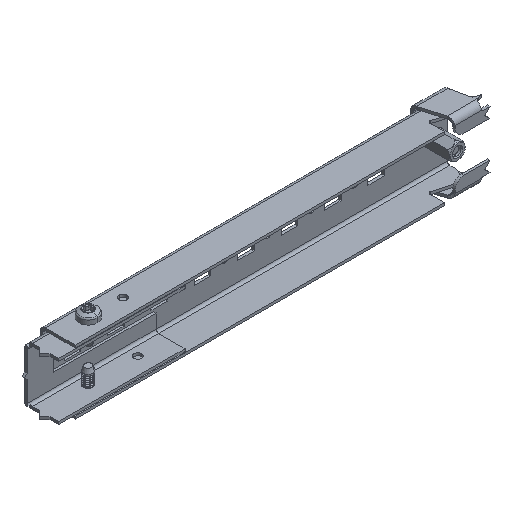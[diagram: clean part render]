
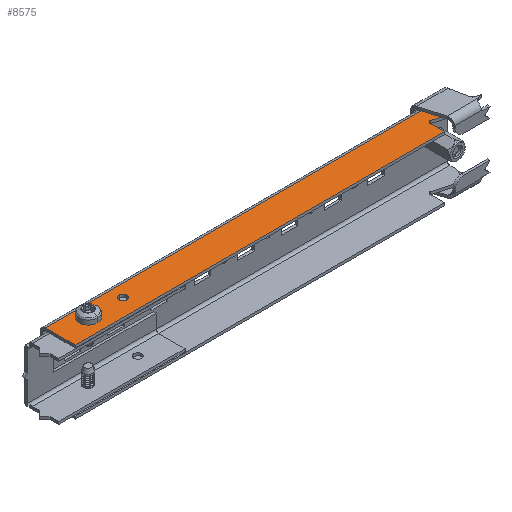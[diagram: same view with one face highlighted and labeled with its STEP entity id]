
A CAD part, isometric view. The second image highlights one B-rep face of the part: STEP entity #8575.
In plain terms, the highlighted planar face has unit normal (0, 0, 1).
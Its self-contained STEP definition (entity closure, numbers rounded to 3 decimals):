
#98 = CARTESIAN_POINT ( 'NONE',  ( -99., -12.374, 18.484 ) ) ;
#248 = PLANE ( 'NONE',  #4866 ) ;
#347 = EDGE_CURVE ( 'NONE', #15314, #4594, #4991, .T. ) ;
#463 = VERTEX_POINT ( 'NONE', #12483 ) ;
#655 = CARTESIAN_POINT ( 'NONE',  ( -116.5, -3., 18.484 ) ) ;
#831 = DIRECTION ( 'NONE',  ( -0.961, 0.276, 0. ) ) ;
#1374 = AXIS2_PLACEMENT_3D ( 'NONE', #3338, #7481, #14665 ) ;
#1398 = EDGE_LOOP ( 'NONE', ( #2376, #7024 ) ) ;
#1560 = CARTESIAN_POINT ( 'NONE',  ( 116.5, -20.124, 18.484 ) ) ;
#1662 = VERTEX_POINT ( 'NONE', #8204 ) ;
#1729 = CARTESIAN_POINT ( 'NONE',  ( 116.5, -20.124, 18.484 ) ) ;
#1768 = ORIENTED_EDGE ( 'NONE', *, *, #8666, .F. ) ;
#1882 = DIRECTION ( 'NONE',  ( 0., -1., 0. ) ) ;
#2325 = ORIENTED_EDGE ( 'NONE', *, *, #12628, .F. ) ;
#2330 = CARTESIAN_POINT ( 'NONE',  ( 113.851, -14.126, 18.484 ) ) ;
#2376 = ORIENTED_EDGE ( 'NONE', *, *, #2976, .F. ) ;
#2392 = VECTOR ( 'NONE', #14709, 1000. ) ;
#2402 = DIRECTION ( 'NONE',  ( 0., 0., -1. ) ) ;
#2404 = VECTOR ( 'NONE', #831, 1000. ) ;
#2759 = DIRECTION ( 'NONE',  ( 0., 0., 1. ) ) ;
#2819 = AXIS2_PLACEMENT_3D ( 'NONE', #8376, #2402, #7200 ) ;
#2900 = DIRECTION ( 'NONE',  ( 1., 0., 0. ) ) ;
#2976 = EDGE_CURVE ( 'NONE', #3969, #9720, #10056, .T. ) ;
#3014 = DIRECTION ( 'NONE',  ( 0., -1., 0. ) ) ;
#3058 = DIRECTION ( 'NONE',  ( 0., 1., 0. ) ) ;
#3142 = LINE ( 'NONE', #7923, #13237 ) ;
#3190 = CARTESIAN_POINT ( 'NONE',  ( -99., -7.874, 18.484 ) ) ;
#3276 = AXIS2_PLACEMENT_3D ( 'NONE', #9923, #2759, #13386 ) ;
#3338 = CARTESIAN_POINT ( 'NONE',  ( 97.5, -11.482, 18.484 ) ) ;
#3353 = CARTESIAN_POINT ( 'NONE',  ( 112.624, -14.779, 18.484 ) ) ;
#3798 = FACE_BOUND ( 'NONE', #1398, .T. ) ;
#3969 = VERTEX_POINT ( 'NONE', #98 ) ;
#4270 = DIRECTION ( 'NONE',  ( 0., 0., 1. ) ) ;
#4390 = DIRECTION ( 'NONE',  ( -0.309, -0.951, 0. ) ) ;
#4594 = VERTEX_POINT ( 'NONE', #4947 ) ;
#4866 = AXIS2_PLACEMENT_3D ( 'NONE', #7402, #9858, #13395 ) ;
#4880 = ORIENTED_EDGE ( 'NONE', *, *, #11046, .F. ) ;
#4893 = VECTOR ( 'NONE', #2900, 1000. ) ;
#4947 = CARTESIAN_POINT ( 'NONE',  ( 116.5, -3., 18.484 ) ) ;
#4991 = LINE ( 'NONE', #1560, #9755 ) ;
#5109 = CIRCLE ( 'NONE', #1374, 1. ) ;
#5159 = CARTESIAN_POINT ( 'NONE',  ( 0., -3., 18.484 ) ) ;
#5223 = EDGE_LOOP ( 'NONE', ( #1768, #2325 ) ) ;
#5243 = LINE ( 'NONE', #15106, #13971 ) ;
#5266 = EDGE_CURVE ( 'NONE', #7605, #7783, #11102, .T. ) ;
#5276 = CARTESIAN_POINT ( 'NONE',  ( -79., -10.124, 18.484 ) ) ;
#5407 = CARTESIAN_POINT ( 'NONE',  ( 112.9, -13.817, 18.484 ) ) ;
#5414 = VERTEX_POINT ( 'NONE', #2330 ) ;
#5466 = EDGE_CURVE ( 'NONE', #5414, #7605, #11359, .T. ) ;
#5686 = ORIENTED_EDGE ( 'NONE', *, *, #7371, .F. ) ;
#5810 = DIRECTION ( 'NONE',  ( 0., 1., 0. ) ) ;
#5931 = AXIS2_PLACEMENT_3D ( 'NONE', #10457, #10308, #12584 ) ;
#6147 = FACE_BOUND ( 'NONE', #5223, .T. ) ;
#6638 = AXIS2_PLACEMENT_3D ( 'NONE', #6855, #7009, #14185 ) ;
#6657 = ORIENTED_EDGE ( 'NONE', *, *, #5466, .F. ) ;
#6810 = CARTESIAN_POINT ( 'NONE',  ( 112.9, -14.817, 18.484 ) ) ;
#6855 = CARTESIAN_POINT ( 'NONE',  ( -99., -10.124, 18.484 ) ) ;
#7009 = DIRECTION ( 'NONE',  ( 0., 0., 1. ) ) ;
#7024 = ORIENTED_EDGE ( 'NONE', *, *, #8825, .F. ) ;
#7197 = CIRCLE ( 'NONE', #5931, 2.25 ) ;
#7200 = DIRECTION ( 'NONE',  ( 0., 1., 0. ) ) ;
#7280 = VERTEX_POINT ( 'NONE', #655 ) ;
#7371 = EDGE_CURVE ( 'NONE', #463, #9261, #14233, .T. ) ;
#7402 = CARTESIAN_POINT ( 'NONE',  ( 0., 15.676, 18.484 ) ) ;
#7481 = DIRECTION ( 'NONE',  ( 0., 0., 1. ) ) ;
#7508 = VERTEX_POINT ( 'NONE', #9817 ) ;
#7547 = VERTEX_POINT ( 'NONE', #10053 ) ;
#7605 = VERTEX_POINT ( 'NONE', #6810 ) ;
#7783 = VERTEX_POINT ( 'NONE', #3353 ) ;
#7853 = ORIENTED_EDGE ( 'NONE', *, *, #347, .T. ) ;
#7923 = CARTESIAN_POINT ( 'NONE',  ( 113.851, -14.126, 18.484 ) ) ;
#8162 = CARTESIAN_POINT ( 'NONE',  ( 116.5, -5.974, 18.484 ) ) ;
#8204 = CARTESIAN_POINT ( 'NONE',  ( -79., -12.374, 18.484 ) ) ;
#8208 = CARTESIAN_POINT ( 'NONE',  ( 97.776, -10.521, 18.484 ) ) ;
#8376 = CARTESIAN_POINT ( 'NONE',  ( 112.9, -13.817, 18.484 ) ) ;
#8415 = EDGE_CURVE ( 'NONE', #11863, #463, #5109, .T. ) ;
#8459 = DIRECTION ( 'NONE',  ( 0., -1., 0. ) ) ;
#8575 = ADVANCED_FACE ( 'NONE', ( #6147, #3798, #8583 ), #248, .T. ) ;
#8583 = FACE_OUTER_BOUND ( 'NONE', #11387, .T. ) ;
#8666 = EDGE_CURVE ( 'NONE', #1662, #7547, #12422, .T. ) ;
#8825 = EDGE_CURVE ( 'NONE', #9720, #3969, #15446, .T. ) ;
#9106 = ORIENTED_EDGE ( 'NONE', *, *, #10446, .T. ) ;
#9261 = VERTEX_POINT ( 'NONE', #10862 ) ;
#9720 = VERTEX_POINT ( 'NONE', #3190 ) ;
#9755 = VECTOR ( 'NONE', #5810, 1000. ) ;
#9817 = CARTESIAN_POINT ( 'NONE',  ( -116.5, -20.124, 18.484 ) ) ;
#9858 = DIRECTION ( 'NONE',  ( 0., 0., 1. ) ) ;
#9923 = CARTESIAN_POINT ( 'NONE',  ( -99., -10.124, 18.484 ) ) ;
#10053 = CARTESIAN_POINT ( 'NONE',  ( -79., -7.874, 18.484 ) ) ;
#10056 = CIRCLE ( 'NONE', #3276, 2.25 ) ;
#10253 = ORIENTED_EDGE ( 'NONE', *, *, #12607, .F. ) ;
#10259 = EDGE_CURVE ( 'NONE', #4594, #7280, #13285, .T. ) ;
#10308 = DIRECTION ( 'NONE',  ( 0., 0., 1. ) ) ;
#10424 = EDGE_CURVE ( 'NONE', #7280, #7508, #5243, .T. ) ;
#10446 = EDGE_CURVE ( 'NONE', #7508, #9261, #13679, .T. ) ;
#10457 = CARTESIAN_POINT ( 'NONE',  ( -79., -10.124, 18.484 ) ) ;
#10732 = CARTESIAN_POINT ( 'NONE',  ( 97.776, -10.521, 18.484 ) ) ;
#10828 = ORIENTED_EDGE ( 'NONE', *, *, #10259, .T. ) ;
#10862 = CARTESIAN_POINT ( 'NONE',  ( 96.5, -20.124, 18.484 ) ) ;
#11046 = EDGE_CURVE ( 'NONE', #7783, #11863, #12942, .T. ) ;
#11102 = CIRCLE ( 'NONE', #13357, 1. ) ;
#11359 = CIRCLE ( 'NONE', #2819, 1. ) ;
#11387 = EDGE_LOOP ( 'NONE', ( #7853, #10828, #12215, #9106, #5686, #14485, #4880, #14713, #6657, #10253 ) ) ;
#11695 = DIRECTION ( 'NONE',  ( 0., 0., -1. ) ) ;
#11863 = VERTEX_POINT ( 'NONE', #10732 ) ;
#12215 = ORIENTED_EDGE ( 'NONE', *, *, #10424, .T. ) ;
#12422 = CIRCLE ( 'NONE', #13418, 2.25 ) ;
#12483 = CARTESIAN_POINT ( 'NONE',  ( 96.5, -11.482, 18.484 ) ) ;
#12584 = DIRECTION ( 'NONE',  ( 0., -1., 0. ) ) ;
#12607 = EDGE_CURVE ( 'NONE', #15314, #5414, #3142, .T. ) ;
#12628 = EDGE_CURVE ( 'NONE', #7547, #1662, #7197, .T. ) ;
#12942 = LINE ( 'NONE', #8208, #2404 ) ;
#12964 = CARTESIAN_POINT ( 'NONE',  ( 96.5, -20.124, 18.484 ) ) ;
#13237 = VECTOR ( 'NONE', #4390, 1000. ) ;
#13285 = LINE ( 'NONE', #5159, #2392 ) ;
#13357 = AXIS2_PLACEMENT_3D ( 'NONE', #5407, #11695, #3058 ) ;
#13386 = DIRECTION ( 'NONE',  ( 0., -1., 0. ) ) ;
#13395 = DIRECTION ( 'NONE',  ( 0., -1., 0. ) ) ;
#13418 = AXIS2_PLACEMENT_3D ( 'NONE', #5276, #4270, #3014 ) ;
#13679 = LINE ( 'NONE', #1729, #4893 ) ;
#13971 = VECTOR ( 'NONE', #1882, 1000. ) ;
#14185 = DIRECTION ( 'NONE',  ( 0., -1., 0. ) ) ;
#14233 = LINE ( 'NONE', #12964, #14922 ) ;
#14485 = ORIENTED_EDGE ( 'NONE', *, *, #8415, .F. ) ;
#14665 = DIRECTION ( 'NONE',  ( 0., 1., 0. ) ) ;
#14709 = DIRECTION ( 'NONE',  ( -1., 0., 0. ) ) ;
#14713 = ORIENTED_EDGE ( 'NONE', *, *, #5266, .F. ) ;
#14922 = VECTOR ( 'NONE', #8459, 1000. ) ;
#15106 = CARTESIAN_POINT ( 'NONE',  ( -116.5, -20.124, 18.484 ) ) ;
#15314 = VERTEX_POINT ( 'NONE', #8162 ) ;
#15446 = CIRCLE ( 'NONE', #6638, 2.25 ) ;
